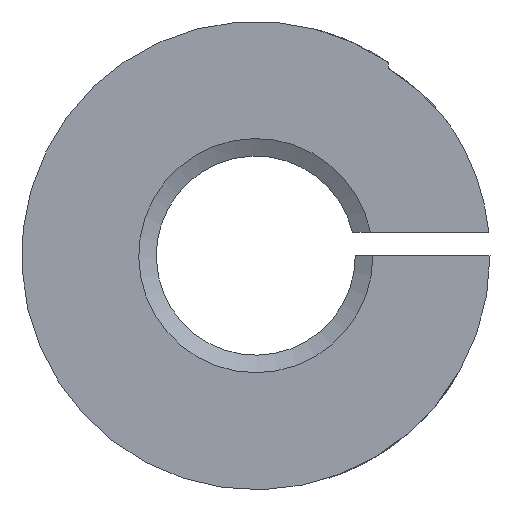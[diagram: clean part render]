
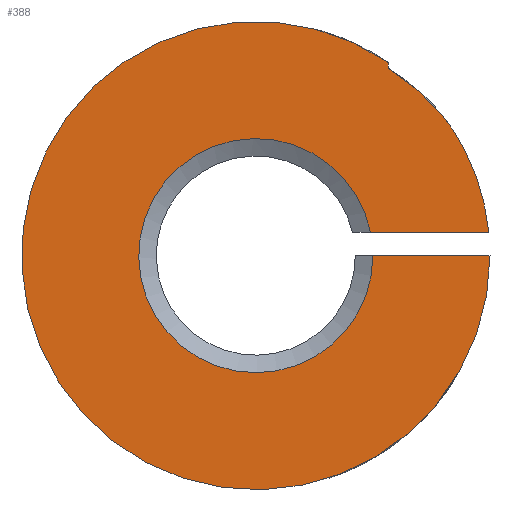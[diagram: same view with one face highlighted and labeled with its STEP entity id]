
A CAD part, front view. The second image highlights one B-rep face of the part: STEP entity #388.
In plain terms, the highlighted planar face has unit normal (0, -1, 0).
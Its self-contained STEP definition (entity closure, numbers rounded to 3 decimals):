
#36=CIRCLE('',#427,5.);
#38=CIRCLE('',#430,10.);
#39=CIRCLE('',#431,10.);
#52=PLANE('',#429);
#67=FACE_OUTER_BOUND('',#90,.T.);
#90=EDGE_LOOP('',(#315,#316,#317,#318,#319,#320,#321));
#126=LINE('',#697,#157);
#127=LINE('',#700,#158);
#128=LINE('',#702,#159);
#157=VECTOR('',#503,10.);
#158=VECTOR('',#506,10.);
#159=VECTOR('',#507,10.);
#172=B_SPLINE_CURVE_WITH_KNOTS('',3,(#643,#644,#645,#646,#647,#648),
 .UNSPECIFIED.,.F.,.F.,(4,2,4),(0.,0.173,0.486),
 .UNSPECIFIED.);
#188=VERTEX_POINT('',#640);
#189=VERTEX_POINT('',#642);
#198=VERTEX_POINT('',#686);
#199=VERTEX_POINT('',#690);
#201=VERTEX_POINT('',#696);
#202=VERTEX_POINT('',#698);
#203=VERTEX_POINT('',#701);
#226=EDGE_CURVE('',#188,#189,#172,.T.);
#242=EDGE_CURVE('',#198,#199,#36,.T.);
#245=EDGE_CURVE('',#188,#201,#126,.T.);
#246=EDGE_CURVE('',#201,#202,#38,.F.);
#247=EDGE_CURVE('',#202,#199,#127,.F.);
#248=EDGE_CURVE('',#198,#203,#128,.F.);
#249=EDGE_CURVE('',#203,#189,#39,.F.);
#315=ORIENTED_EDGE('',*,*,#226,.F.);
#316=ORIENTED_EDGE('',*,*,#245,.T.);
#317=ORIENTED_EDGE('',*,*,#246,.T.);
#318=ORIENTED_EDGE('',*,*,#247,.T.);
#319=ORIENTED_EDGE('',*,*,#242,.F.);
#320=ORIENTED_EDGE('',*,*,#248,.T.);
#321=ORIENTED_EDGE('',*,*,#249,.T.);
#388=ADVANCED_FACE('',(#67),#52,.F.);
#427=AXIS2_PLACEMENT_3D('',#691,#496,#497);
#429=AXIS2_PLACEMENT_3D('',#695,#501,#502);
#430=AXIS2_PLACEMENT_3D('',#699,#504,#505);
#431=AXIS2_PLACEMENT_3D('',#703,#508,#509);
#496=DIRECTION('center_axis',(0.,-1.,0.));
#497=DIRECTION('ref_axis',(-1.,0.,0.));
#501=DIRECTION('center_axis',(0.,1.,0.));
#502=DIRECTION('ref_axis',(1.,0.,0.));
#503=DIRECTION('',(0.,0.,1.));
#504=DIRECTION('center_axis',(0.,1.,0.));
#505=DIRECTION('ref_axis',(1.,0.,0.));
#506=DIRECTION('',(1.,0.,0.));
#507=DIRECTION('',(-1.,0.,0.));
#508=DIRECTION('center_axis',(0.,1.,0.));
#509=DIRECTION('ref_axis',(1.,0.,0.));
#640=CARTESIAN_POINT('',(5.663,-4.75,8.));
#642=CARTESIAN_POINT('',(8.93,-4.75,4.5));
#643=CARTESIAN_POINT('Ctrl Pts',(5.663,-4.75,8.));
#644=CARTESIAN_POINT('Ctrl Pts',(6.153,-4.75,7.698));
#645=CARTESIAN_POINT('Ctrl Pts',(6.616,-4.75,7.352));
#646=CARTESIAN_POINT('Ctrl Pts',(7.816,-4.75,6.261));
#647=CARTESIAN_POINT('Ctrl Pts',(8.459,-4.75,5.431));
#648=CARTESIAN_POINT('Ctrl Pts',(8.93,-4.75,4.5));
#686=CARTESIAN_POINT('',(4.899,-4.75,1.));
#690=CARTESIAN_POINT('',(5.,-4.75,0.));
#691=CARTESIAN_POINT('Origin',(0.,-4.75,0.));
#695=CARTESIAN_POINT('Origin',(0.,-4.75,0.));
#696=CARTESIAN_POINT('',(5.663,-4.75,8.242));
#697=CARTESIAN_POINT('',(5.663,-4.75,3.5));
#698=CARTESIAN_POINT('',(10.,-4.75,0.));
#699=CARTESIAN_POINT('Origin',(0.,-4.75,0.));
#700=CARTESIAN_POINT('',(2.125,-4.75,0.));
#701=CARTESIAN_POINT('',(9.95,-4.75,1.));
#702=CARTESIAN_POINT('',(4.975,-4.75,1.));
#703=CARTESIAN_POINT('Origin',(0.,-4.75,0.));
